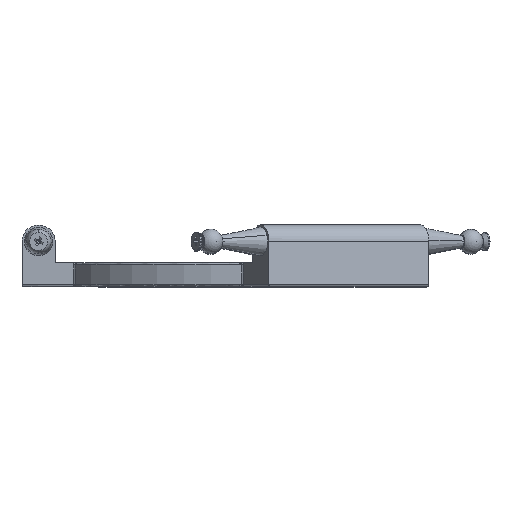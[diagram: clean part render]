
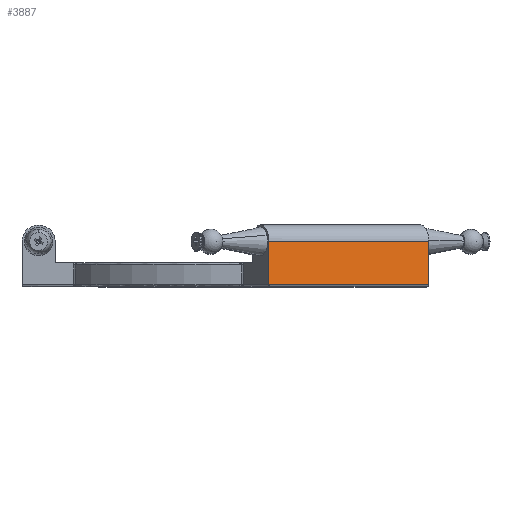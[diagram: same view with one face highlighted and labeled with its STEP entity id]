
A CAD part, top view. The second image highlights one B-rep face of the part: STEP entity #3887.
In plain terms, the highlighted planar face has unit normal (0.5, 0, 0.866).
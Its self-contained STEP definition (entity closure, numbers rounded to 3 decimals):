
#32 = LINE ( 'NONE', #2310, #6907 ) ;
#404 = LINE ( 'NONE', #1106, #9319 ) ;
#416 = CARTESIAN_POINT ( 'NONE',  ( 6.113, 5., 49.587 ) ) ;
#1050 = EDGE_CURVE ( 'NONE', #5122, #5934, #404, .T. ) ;
#1106 = CARTESIAN_POINT ( 'NONE',  ( 6.113, 0.4, 49.587 ) ) ;
#1186 = AXIS2_PLACEMENT_3D ( 'NONE', #416, #7129, #3816 ) ;
#1724 = DIRECTION ( 'NONE',  ( 0., 1., 0. ) ) ;
#1728 = EDGE_LOOP ( 'NONE', ( #5818, #4420, #3926, #1863 ) ) ;
#1863 = ORIENTED_EDGE ( 'NONE', *, *, #9762, .F. ) ;
#2011 = DIRECTION ( 'NONE',  ( 0.866, 0., -0.5 ) ) ;
#2310 = CARTESIAN_POINT ( 'NONE',  ( 6.113, 0., 49.587 ) ) ;
#2744 = VERTEX_POINT ( 'NONE', #8162 ) ;
#2940 = FACE_OUTER_BOUND ( 'NONE', #1728, .T. ) ;
#3076 = VECTOR ( 'NONE', #9976, 1000. ) ;
#3718 = LINE ( 'NONE', #6805, #3076 ) ;
#3816 = DIRECTION ( 'NONE',  ( -0.866, 0., 0.5 ) ) ;
#3887 = ADVANCED_FACE ( 'NONE', ( #2940 ), #6267, .F. ) ;
#3926 = ORIENTED_EDGE ( 'NONE', *, *, #4768, .T. ) ;
#4078 = CARTESIAN_POINT ( 'NONE',  ( 6.113, 0.4, 49.587 ) ) ;
#4420 = ORIENTED_EDGE ( 'NONE', *, *, #1050, .T. ) ;
#4620 = VERTEX_POINT ( 'NONE', #5665 ) ;
#4768 = EDGE_CURVE ( 'NONE', #5934, #2744, #5639, .T. ) ;
#5122 = VERTEX_POINT ( 'NONE', #4078 ) ;
#5639 = LINE ( 'NONE', #9919, #8088 ) ;
#5664 = DIRECTION ( 'NONE',  ( 0., -1., 0. ) ) ;
#5665 = CARTESIAN_POINT ( 'NONE',  ( 6.113, 9.5, 49.587 ) ) ;
#5818 = ORIENTED_EDGE ( 'NONE', *, *, #6993, .T. ) ;
#5934 = VERTEX_POINT ( 'NONE', #7063 ) ;
#6267 = PLANE ( 'NONE',  #1186 ) ;
#6805 = CARTESIAN_POINT ( 'NONE',  ( -32.972, 9.5, 72.153 ) ) ;
#6907 = VECTOR ( 'NONE', #5664, 1000. ) ;
#6993 = EDGE_CURVE ( 'NONE', #4620, #5122, #32, .T. ) ;
#7063 = CARTESIAN_POINT ( 'NONE',  ( 39.887, 0.4, 30.087 ) ) ;
#7129 = DIRECTION ( 'NONE',  ( -0.5, 0., -0.866 ) ) ;
#8088 = VECTOR ( 'NONE', #1724, 1000. ) ;
#8162 = CARTESIAN_POINT ( 'NONE',  ( 39.887, 9.5, 30.087 ) ) ;
#9319 = VECTOR ( 'NONE', #2011, 1000. ) ;
#9762 = EDGE_CURVE ( 'NONE', #4620, #2744, #3718, .T. ) ;
#9919 = CARTESIAN_POINT ( 'NONE',  ( 39.887, 0., 30.087 ) ) ;
#9976 = DIRECTION ( 'NONE',  ( 0.866, 0., -0.5 ) ) ;
